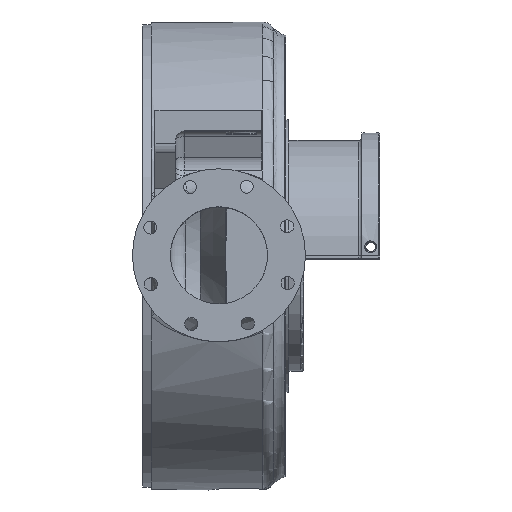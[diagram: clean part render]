
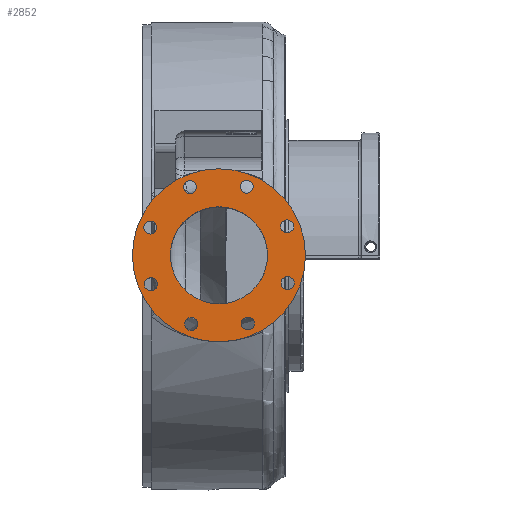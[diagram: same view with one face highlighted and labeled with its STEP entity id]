
A CAD part, top view. The second image highlights one B-rep face of the part: STEP entity #2852.
In plain terms, the highlighted planar face has unit normal (0, 0, 1).
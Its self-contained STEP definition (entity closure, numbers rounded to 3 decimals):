
#2852=ADVANCED_FACE('',(#12202,#12204,#12206,#12208,#12210,#12212,#12214,#12216,
#12218,#12220),#12222,.T.);
#12202=FACE_BOUND('',#12203,.T.);
#12203=EDGE_LOOP('',(#15316));
#12204=FACE_BOUND('',#12205,.T.);
#12205=EDGE_LOOP('',(#15317));
#12206=FACE_BOUND('',#12207,.T.);
#12207=EDGE_LOOP('',(#15318));
#12208=FACE_BOUND('',#12209,.T.);
#12209=EDGE_LOOP('',(#15319));
#12210=FACE_BOUND('',#12211,.T.);
#12211=EDGE_LOOP('',(#15320));
#12212=FACE_BOUND('',#12213,.T.);
#12213=EDGE_LOOP('',(#15321));
#12214=FACE_BOUND('',#12215,.T.);
#12215=EDGE_LOOP('',(#15322));
#12216=FACE_BOUND('',#12217,.T.);
#12217=EDGE_LOOP('',(#15323));
#12218=FACE_BOUND('',#12219,.T.);
#12219=EDGE_LOOP('',(#15324));
#12220=FACE_BOUND('',#12221,.T.);
#12221=EDGE_LOOP('',(#15325));
#12222=PLANE('',#12223);
#12223=AXIS2_PLACEMENT_3D('',#12224,#12225,#12226);
#12224=CARTESIAN_POINT('',(-143.,0.,600.));
#12225=DIRECTION('',(0.,0.,1.));
#12226=DIRECTION('',(1.,0.,0.));
#15316=ORIENTED_EDGE('',*,*,#16273,.T.);
#15317=ORIENTED_EDGE('',*,*,#16274,.T.);
#15318=ORIENTED_EDGE('',*,*,#16275,.T.);
#15319=ORIENTED_EDGE('',*,*,#16276,.T.);
#15320=ORIENTED_EDGE('',*,*,#16277,.T.);
#15321=ORIENTED_EDGE('',*,*,#16278,.T.);
#15322=ORIENTED_EDGE('',*,*,#16279,.T.);
#15323=ORIENTED_EDGE('',*,*,#16280,.T.);
#15324=ORIENTED_EDGE('',*,*,#16412,.T.);
#15325=ORIENTED_EDGE('',*,*,#16281,.T.);
#16273=EDGE_CURVE('',#17625,#17625,#17626,.T.);
#16274=EDGE_CURVE('',#17627,#17627,#17628,.F.);
#16275=EDGE_CURVE('',#17629,#17629,#17630,.F.);
#16276=EDGE_CURVE('',#17631,#17631,#17632,.F.);
#16277=EDGE_CURVE('',#17633,#17633,#17634,.F.);
#16278=EDGE_CURVE('',#17635,#17635,#17636,.F.);
#16279=EDGE_CURVE('',#17637,#17637,#17638,.F.);
#16280=EDGE_CURVE('',#17639,#17639,#17640,.F.);
#16281=EDGE_CURVE('',#17641,#17641,#17642,.F.);
#16412=EDGE_CURVE('',#17843,#17843,#17844,.F.);
#17625=VERTEX_POINT('',#30574);
#17626=CIRCLE('',#30575,146.);
#17627=VERTEX_POINT('',#30579);
#17628=CIRCLE('',#30580,11.);
#17629=VERTEX_POINT('',#30584);
#17630=CIRCLE('',#30585,11.);
#17631=VERTEX_POINT('',#30589);
#17632=CIRCLE('',#30590,11.);
#17633=VERTEX_POINT('',#30594);
#17634=CIRCLE('',#30595,11.);
#17635=VERTEX_POINT('',#30599);
#17636=CIRCLE('',#30600,11.);
#17637=VERTEX_POINT('',#30604);
#17638=CIRCLE('',#30605,11.);
#17639=VERTEX_POINT('',#30609);
#17640=CIRCLE('',#30610,11.);
#17641=VERTEX_POINT('',#30614);
#17642=CIRCLE('',#30615,11.);
#17843=VERTEX_POINT('',#32987);
#17844=CIRCLE('',#32988,82.);
#30574=CARTESIAN_POINT('',(3.,0.,600.));
#30575=AXIS2_PLACEMENT_3D('',#30576,#30577,#30578);
#30576=CARTESIAN_POINT('',(-143.,0.,600.));
#30577=DIRECTION('',(0.,0.,1.));
#30578=DIRECTION('',(1.,0.,0.));
#30579=CARTESIAN_POINT('',(-35.715,41.063,600.));
#30580=AXIS2_PLACEMENT_3D('',#30581,#30582,#30583);
#30581=CARTESIAN_POINT('',(-27.937,48.841,600.));
#30582=DIRECTION('',(0.,0.,1.));
#30583=DIRECTION('',(-0.707,-0.707,0.));
#30584=CARTESIAN_POINT('',(-96.174,104.898,600.));
#30585=AXIS2_PLACEMENT_3D('',#30586,#30587,#30588);
#30586=CARTESIAN_POINT('',(-96.174,115.898,600.));
#30587=DIRECTION('',(0.,0.,1.));
#30588=DIRECTION('',(0.,-1.,0.));
#30589=CARTESIAN_POINT('',(-184.063,107.285,600.));
#30590=AXIS2_PLACEMENT_3D('',#30591,#30592,#30593);
#30591=CARTESIAN_POINT('',(-191.841,115.063,600.));
#30592=DIRECTION('',(0.,0.,1.));
#30593=DIRECTION('',(0.707,-0.707,0.));
#30594=CARTESIAN_POINT('',(-247.898,46.826,600.));
#30595=AXIS2_PLACEMENT_3D('',#30596,#30597,#30598);
#30596=CARTESIAN_POINT('',(-258.898,46.826,600.));
#30597=DIRECTION('',(0.,0.,1.));
#30598=DIRECTION('',(1.,0.,0.));
#30599=CARTESIAN_POINT('',(-250.285,-41.063,600.));
#30600=AXIS2_PLACEMENT_3D('',#30601,#30602,#30603);
#30601=CARTESIAN_POINT('',(-258.063,-48.841,600.));
#30602=DIRECTION('',(0.,0.,1.));
#30603=DIRECTION('',(0.707,0.707,0.));
#30604=CARTESIAN_POINT('',(-189.826,-104.898,600.));
#30605=AXIS2_PLACEMENT_3D('',#30606,#30607,#30608);
#30606=CARTESIAN_POINT('',(-189.826,-115.898,600.));
#30607=DIRECTION('',(0.,0.,1.));
#30608=DIRECTION('',(0.,1.,0.));
#30609=CARTESIAN_POINT('',(-101.937,-107.285,600.));
#30610=AXIS2_PLACEMENT_3D('',#30611,#30612,#30613);
#30611=CARTESIAN_POINT('',(-94.159,-115.063,600.));
#30612=DIRECTION('',(0.,0.,1.));
#30613=DIRECTION('',(-0.707,0.707,0.));
#30614=CARTESIAN_POINT('',(-38.102,-46.826,600.));
#30615=AXIS2_PLACEMENT_3D('',#30616,#30617,#30618);
#30616=CARTESIAN_POINT('',(-27.102,-46.826,600.));
#30617=DIRECTION('',(0.,0.,1.));
#30618=DIRECTION('',(-1.,0.,0.));
#32987=CARTESIAN_POINT('',(-61.,0.,600.));
#32988=AXIS2_PLACEMENT_3D('',#32989,#32990,#32991);
#32989=CARTESIAN_POINT('',(-143.,0.,600.));
#32990=DIRECTION('',(0.,0.,1.));
#32991=DIRECTION('',(1.,0.,0.));
